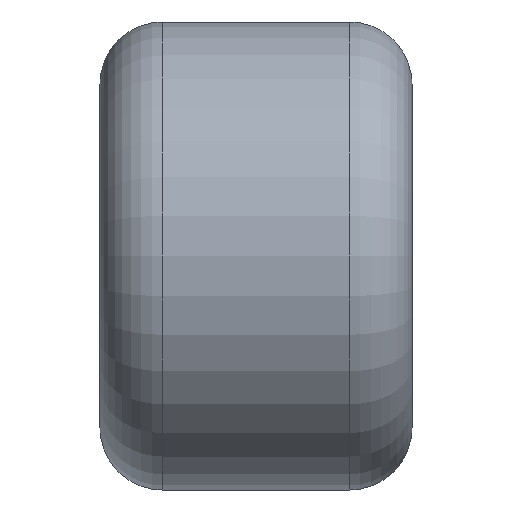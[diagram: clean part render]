
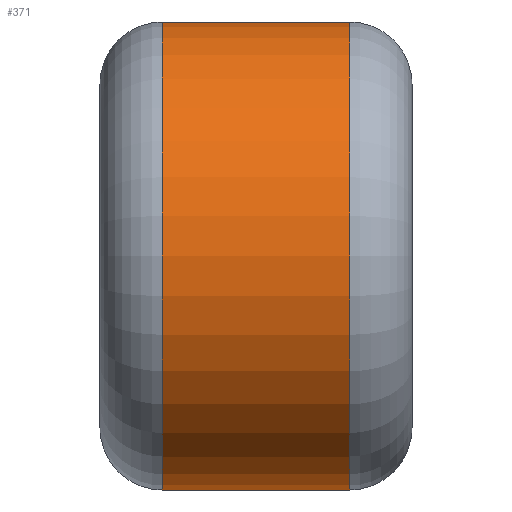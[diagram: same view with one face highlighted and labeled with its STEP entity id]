
A CAD part, left-side view. The second image highlights one B-rep face of the part: STEP entity #371.
In plain terms, the highlighted cylindrical face has radius 0.75 mm (diameter 1.5 mm), a partial arc.
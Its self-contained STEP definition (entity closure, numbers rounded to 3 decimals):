
#7 = CARTESIAN_POINT ( 'NONE',  ( 0.107, -0.3, -0.742 ) ) ;
#19 = ORIENTED_EDGE ( 'NONE', *, *, #160, .T. ) ;
#52 = VERTEX_POINT ( 'NONE', #1016 ) ;
#53 = CARTESIAN_POINT ( 'NONE',  ( 0., 0.5, 0. ) ) ;
#62 = ORIENTED_EDGE ( 'NONE', *, *, #865, .T. ) ;
#135 = ORIENTED_EDGE ( 'NONE', *, *, #831, .F. ) ;
#136 = CYLINDRICAL_SURFACE ( 'NONE', #682, 0.75 ) ;
#160 = EDGE_CURVE ( 'NONE', #220, #669, #843, .T. ) ;
#168 = CARTESIAN_POINT ( 'NONE',  ( 0.107, 0.5, 0.742 ) ) ;
#207 = DIRECTION ( 'NONE',  ( 0., -1., 0. ) ) ;
#220 = VERTEX_POINT ( 'NONE', #7 ) ;
#230 = EDGE_LOOP ( 'NONE', ( #62, #19, #135, #765 ) ) ;
#371 = ADVANCED_FACE ( 'NONE', ( #922 ), #136, .T. ) ;
#451 = DIRECTION ( 'NONE',  ( 0., 0., -1. ) ) ;
#515 = DIRECTION ( 'NONE',  ( 0., 0., 1. ) ) ;
#558 = DIRECTION ( 'NONE',  ( 0., -1., 0. ) ) ;
#574 = CARTESIAN_POINT ( 'NONE',  ( 0.107, 0.3, -0.742 ) ) ;
#618 = CARTESIAN_POINT ( 'NONE',  ( 0., 0.3, 0. ) ) ;
#638 = DIRECTION ( 'NONE',  ( 0., -1., 0. ) ) ;
#645 = LINE ( 'NONE', #797, #833 ) ;
#654 = CARTESIAN_POINT ( 'NONE',  ( 0., -0.3, 0. ) ) ;
#669 = VERTEX_POINT ( 'NONE', #972 ) ;
#682 = AXIS2_PLACEMENT_3D ( 'NONE', #53, #844, #451 ) ;
#695 = CIRCLE ( 'NONE', #732, 0.75 ) ;
#704 = LINE ( 'NONE', #168, #761 ) ;
#718 = EDGE_CURVE ( 'NONE', #52, #950, #695, .T. ) ;
#732 = AXIS2_PLACEMENT_3D ( 'NONE', #618, #207, #763 ) ;
#761 = VECTOR ( 'NONE', #558, 1000. ) ;
#763 = DIRECTION ( 'NONE',  ( 0., 0., 1. ) ) ;
#765 = ORIENTED_EDGE ( 'NONE', *, *, #718, .T. ) ;
#797 = CARTESIAN_POINT ( 'NONE',  ( 0.107, 0.5, -0.742 ) ) ;
#831 = EDGE_CURVE ( 'NONE', #52, #669, #704, .T. ) ;
#833 = VECTOR ( 'NONE', #638, 1000. ) ;
#843 = CIRCLE ( 'NONE', #940, 0.75 ) ;
#844 = DIRECTION ( 'NONE',  ( 0., -1., 0. ) ) ;
#865 = EDGE_CURVE ( 'NONE', #950, #220, #645, .T. ) ;
#922 = FACE_OUTER_BOUND ( 'NONE', #230, .T. ) ;
#940 = AXIS2_PLACEMENT_3D ( 'NONE', #654, #968, #515 ) ;
#950 = VERTEX_POINT ( 'NONE', #574 ) ;
#968 = DIRECTION ( 'NONE',  ( 0., 1., 0. ) ) ;
#972 = CARTESIAN_POINT ( 'NONE',  ( 0.107, -0.3, 0.742 ) ) ;
#1016 = CARTESIAN_POINT ( 'NONE',  ( 0.107, 0.3, 0.742 ) ) ;
